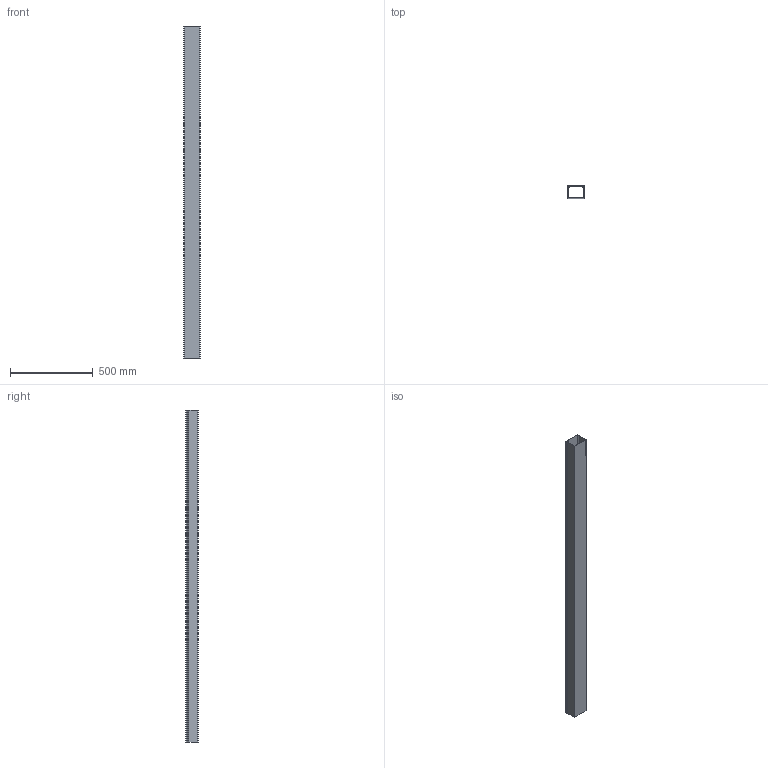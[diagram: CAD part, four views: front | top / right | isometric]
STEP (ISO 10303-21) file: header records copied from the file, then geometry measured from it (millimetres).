
FILE_DESCRIPTION (( 'STEP AP214' ), '1' );
FILE_NAME ('6178563.stp', '2016-08-09T09:23:01', ( '' ), ( '' ), 'SwSTEP 2.0', 'SolidWorks 2014', '' );
FILE_SCHEMA (( 'AUTOMOTIVE_DESIGN' ));
Length unit declared in the file: millimetre
Products named in the file (3): Unterteil_1; 6178563; Oberteil_LKV_D100_halogenfrei
Assembly tree (2 placements, depth 2):
  6178563
    Unterteil_1
    Oberteil_LKV_D100_halogenfrei
Bounding box: 100 x 75.5 x 2000 mm (x, y, z)
Volume: 1548752.1 mm3; surface area: 1448701.9 mm2
Topology: 2 solids, 2 shells, 55 faces, 153 edges, 102 vertices
Faces by surface type: plane 32, cylinder 23
Entity records: 2422 total; most frequent: DIRECTION 319, CARTESIAN_POINT 315, ORIENTED_EDGE 306, EDGE_CURVE 153, VECTOR 107, LINE 107, AXIS2_PLACEMENT_3D 106, VERTEX_POINT 102
